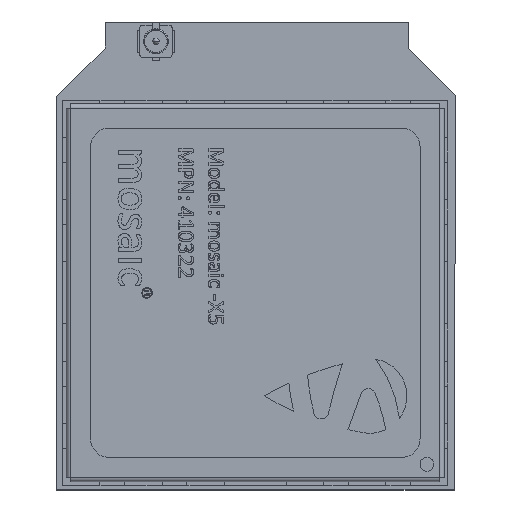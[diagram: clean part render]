
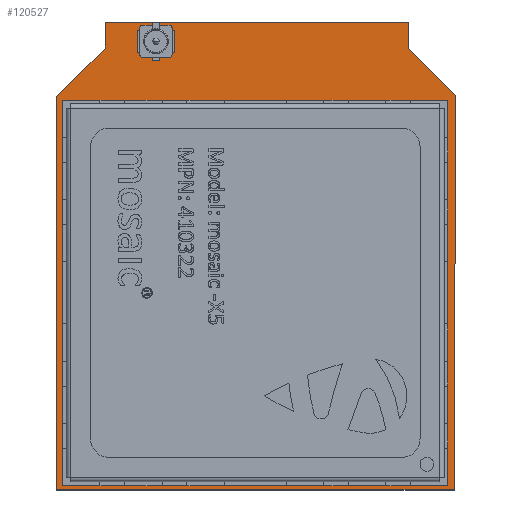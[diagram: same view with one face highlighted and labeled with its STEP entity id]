
A CAD part, top view. The second image highlights one B-rep face of the part: STEP entity #120527.
In plain terms, the highlighted planar face has unit normal (0, 0, 1).
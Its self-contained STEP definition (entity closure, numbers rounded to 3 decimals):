
#665 = LINE ( 'NONE', #80924, #122274 ) ;
#1990 = VERTEX_POINT ( 'NONE', #111302 ) ;
#3271 = CARTESIAN_POINT ( 'NONE',  ( 28.067, -61.214, 1. ) ) ;
#4428 = CARTESIAN_POINT ( 'NONE',  ( -3.937, -61.214, 1. ) ) ;
#5370 = DIRECTION ( 'NONE',  ( -1., 0., 0. ) ) ;
#5747 = ORIENTED_EDGE ( 'NONE', *, *, #110613, .T. ) ;
#12340 = VERTEX_POINT ( 'NONE', #31245 ) ;
#12785 = VECTOR ( 'NONE', #13649, 1000. ) ;
#13234 = VECTOR ( 'NONE', #84046, 1000. ) ;
#13649 = DIRECTION ( 'NONE',  ( -0.707, 0.707, 0. ) ) ;
#14920 = VECTOR ( 'NONE', #67476, 1000. ) ;
#15157 = VERTEX_POINT ( 'NONE', #25412 ) ;
#15286 = CARTESIAN_POINT ( 'NONE',  ( 0., 0., 1. ) ) ;
#20424 = CARTESIAN_POINT ( 'NONE',  ( 0., -25.654, 1. ) ) ;
#23081 = ORIENTED_EDGE ( 'NONE', *, *, #39397, .T. ) ;
#24322 = DIRECTION ( 'NONE',  ( 0., 1., 0. ) ) ;
#25412 = CARTESIAN_POINT ( 'NONE',  ( -3.937, -61.214, 1. ) ) ;
#26166 = VERTEX_POINT ( 'NONE', #20424 ) ;
#26258 = VERTEX_POINT ( 'NONE', #105785 ) ;
#26628 = ORIENTED_EDGE ( 'NONE', *, *, #51390, .T. ) ;
#29431 = EDGE_CURVE ( 'NONE', #102892, #12340, #94609, .T. ) ;
#31245 = CARTESIAN_POINT ( 'NONE',  ( 24.384, -23.622, 1. ) ) ;
#35340 = LINE ( 'NONE', #86550, #14920 ) ;
#36294 = ORIENTED_EDGE ( 'NONE', *, *, #54801, .T. ) ;
#38193 = AXIS2_PLACEMENT_3D ( 'NONE', #15286, #55370, #5370 ) ;
#39397 = EDGE_CURVE ( 'NONE', #26258, #63956, #115970, .T. ) ;
#39539 = DIRECTION ( 'NONE',  ( -0.707, -0.707, 0. ) ) ;
#43338 = CARTESIAN_POINT ( 'NONE',  ( 0., -25.654, 1. ) ) ;
#43623 = VERTEX_POINT ( 'NONE', #127432 ) ;
#51390 = EDGE_CURVE ( 'NONE', #26166, #1990, #665, .T. ) ;
#52374 = ORIENTED_EDGE ( 'NONE', *, *, #57178, .T. ) ;
#53682 = VECTOR ( 'NONE', #113612, 1000. ) ;
#54801 = EDGE_CURVE ( 'NONE', #15157, #26258, #82227, .T. ) ;
#55370 = DIRECTION ( 'NONE',  ( 0., 0., -1. ) ) ;
#56516 = CARTESIAN_POINT ( 'NONE',  ( 24.384, -25.654, 1. ) ) ;
#57178 = EDGE_CURVE ( 'NONE', #43623, #26166, #92577, .T. ) ;
#62920 = CARTESIAN_POINT ( 'NONE',  ( 28.194, -29.464, 1. ) ) ;
#63620 = CARTESIAN_POINT ( 'NONE',  ( 24.384, -25.654, 1. ) ) ;
#63956 = VERTEX_POINT ( 'NONE', #62920 ) ;
#65581 = LINE ( 'NONE', #63620, #12785 ) ;
#67322 = DIRECTION ( 'NONE',  ( 0.004, 1., 0. ) ) ;
#67476 = DIRECTION ( 'NONE',  ( -1., 0., 0. ) ) ;
#80037 = ORIENTED_EDGE ( 'NONE', *, *, #29431, .T. ) ;
#80924 = CARTESIAN_POINT ( 'NONE',  ( -3.937, -29.591, 1. ) ) ;
#82227 = LINE ( 'NONE', #3271, #90345 ) ;
#84046 = DIRECTION ( 'NONE',  ( 0., -1., 0. ) ) ;
#86550 = CARTESIAN_POINT ( 'NONE',  ( 0., -23.622, 1. ) ) ;
#86916 = PLANE ( 'NONE',  #38193 ) ;
#89569 = EDGE_LOOP ( 'NONE', ( #23081, #91987, #80037, #115691, #52374, #26628, #5747, #36294 ) ) ;
#90345 = VECTOR ( 'NONE', #122309, 1000. ) ;
#91987 = ORIENTED_EDGE ( 'NONE', *, *, #104696, .T. ) ;
#92577 = LINE ( 'NONE', #43338, #13234 ) ;
#94609 = LINE ( 'NONE', #95247, #110612 ) ;
#95247 = CARTESIAN_POINT ( 'NONE',  ( 24.384, -23.622, 1. ) ) ;
#95948 = EDGE_CURVE ( 'NONE', #12340, #43623, #35340, .T. ) ;
#101056 = VECTOR ( 'NONE', #67322, 1000. ) ;
#102892 = VERTEX_POINT ( 'NONE', #56516 ) ;
#104696 = EDGE_CURVE ( 'NONE', #63956, #102892, #65581, .T. ) ;
#105335 = FACE_OUTER_BOUND ( 'NONE', #89569, .T. ) ;
#105785 = CARTESIAN_POINT ( 'NONE',  ( 28.067, -61.214, 1. ) ) ;
#107388 = CARTESIAN_POINT ( 'NONE',  ( 28.194, -29.464, 1. ) ) ;
#108086 = LINE ( 'NONE', #4428, #53682 ) ;
#110612 = VECTOR ( 'NONE', #24322, 1000. ) ;
#110613 = EDGE_CURVE ( 'NONE', #1990, #15157, #108086, .T. ) ;
#111302 = CARTESIAN_POINT ( 'NONE',  ( -3.937, -29.591, 1. ) ) ;
#113612 = DIRECTION ( 'NONE',  ( 0., -1., 0. ) ) ;
#115691 = ORIENTED_EDGE ( 'NONE', *, *, #95948, .T. ) ;
#115970 = LINE ( 'NONE', #107388, #101056 ) ;
#120527 = ADVANCED_FACE ( 'NONE', ( #105335 ), #86916, .F. ) ;
#122274 = VECTOR ( 'NONE', #39539, 1000. ) ;
#122309 = DIRECTION ( 'NONE',  ( 1., 0., 0. ) ) ;
#127432 = CARTESIAN_POINT ( 'NONE',  ( 0., -23.622, 1. ) ) ;
